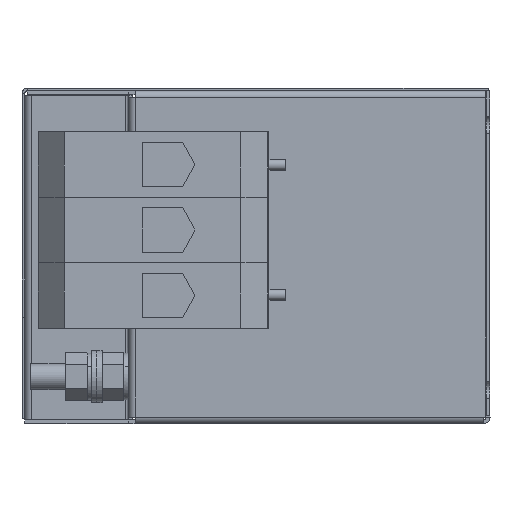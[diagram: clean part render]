
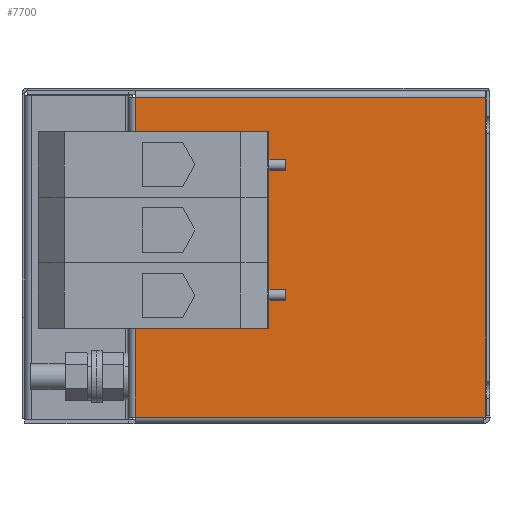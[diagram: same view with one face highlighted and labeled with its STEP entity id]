
A CAD part, left-side view. The second image highlights one B-rep face of the part: STEP entity #7700.
In plain terms, the highlighted planar face has unit normal (-1, 0, 0).
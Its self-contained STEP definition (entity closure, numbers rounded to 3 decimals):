
#136 = EDGE_CURVE ( 'Defeature ausgef�hrt2_12+Defeature ausgef�hrt2_259+Defeature ausgef�hrt2_260+Defeature ausgef�hrt2_264', #1743, #13404, #7176, .T. ) ;
#281 = VERTEX_POINT ( 'NONE', #7422 ) ;
#479 = LINE ( 'NONE', #16974, #12434 ) ;
#527 = ORIENTED_EDGE ( 'NONE', *, *, #10698, .T. ) ;
#647 = CARTESIAN_POINT ( 'NONE',  ( -175., 1., -62.75 ) ) ;
#738 = CARTESIAN_POINT ( 'NONE',  ( -175., 0.1, -62.75 ) ) ;
#761 = DIRECTION ( 'NONE',  ( 0., -1., 0. ) ) ;
#1239 = EDGE_CURVE ( 'Defeature ausgef�hrt2_12+Defeature ausgef�hrt2_260+Defeature ausgef�hrt2_262+Defeature ausgef�hrt2_259', #7004, #1743, #8860, .T. ) ;
#1245 = VERTEX_POINT ( 'NONE', #4813 ) ;
#1425 = CARTESIAN_POINT ( 'NONE',  ( -175., 0.1, 62.75 ) ) ;
#1610 = PLANE ( 'NONE',  #3931 ) ;
#1641 = VERTEX_POINT ( 'NONE', #18094 ) ;
#1743 = VERTEX_POINT ( 'NONE', #16878 ) ;
#2008 = VECTOR ( 'NONE', #17453, 1000. ) ;
#2088 = EDGE_CURVE ( 'Defeature ausgef�hrt2_12+Defeature ausgef�hrt2_264+Defeature ausgef�hrt2_259+Defeature ausgef�hrt2_74', #13404, #11408, #14493, .T. ) ;
#2405 = VECTOR ( 'NONE', #5064, 1000. ) ;
#2430 = LINE ( 'NONE', #5861, #3394 ) ;
#3013 = EDGE_CURVE ( 'Defeature ausgef�hrt2_60+Defeature ausgef�hrt2_12+Defeature ausgef�hrt2_58+Defeature ausgef�hrt2_59', #6624, #281, #479, .T. ) ;
#3131 = VECTOR ( 'NONE', #761, 1000. ) ;
#3140 = DIRECTION ( 'NONE',  ( 1., 0., 0. ) ) ;
#3152 = DIRECTION ( 'NONE',  ( 0., 1., 0. ) ) ;
#3346 = VERTEX_POINT ( 'NONE', #738 ) ;
#3347 = CARTESIAN_POINT ( 'NONE',  ( -175., 0.1, 60.25 ) ) ;
#3394 = VECTOR ( 'NONE', #14812, 1000. ) ;
#3507 = CARTESIAN_POINT ( 'NONE',  ( -175., 0.1, 60.25 ) ) ;
#3837 = CARTESIAN_POINT ( 'NONE',  ( -175., 84.5, 0. ) ) ;
#3931 = AXIS2_PLACEMENT_3D ( 'NONE', #12523, #3140, #14123 ) ;
#3941 = VECTOR ( 'NONE', #7425, 1000. ) ;
#4350 = EDGE_CURVE ( 'Defeature ausgef�hrt2_12+Defeature ausgef�hrt2_63+Defeature ausgef�hrt2_60+Defeature ausgef�hrt2_62', #6624, #3346, #19797, .T. ) ;
#4500 = EDGE_CURVE ( 'Defeature ausgef�hrt2_12+Defeature ausgef�hrt2_104+Defeature ausgef�hrt2_62+Defeature ausgef�hrt2_14', #6515, #7212, #10441, .T. ) ;
#4813 = CARTESIAN_POINT ( 'NONE',  ( -175., 84.5, 47.051 ) ) ;
#5064 = DIRECTION ( 'NONE',  ( 0., 1., 0. ) ) ;
#5148 = LINE ( 'NONE', #15754, #2008 ) ;
#5661 = VECTOR ( 'NONE', #15503, 1000. ) ;
#5743 = DIRECTION ( 'NONE',  ( 0., 1., 0. ) ) ;
#5812 = CARTESIAN_POINT ( 'NONE',  ( -175., 84.5, -28.549 ) ) ;
#5861 = CARTESIAN_POINT ( 'NONE',  ( -175., 0.004, 47.058 ) ) ;
#6397 = CARTESIAN_POINT ( 'NONE',  ( -175., -0.002, -28.542 ) ) ;
#6515 = VERTEX_POINT ( 'NONE', #3347 ) ;
#6624 = VERTEX_POINT ( 'NONE', #647 ) ;
#6646 = DIRECTION ( 'NONE',  ( 0., -1., 0. ) ) ;
#7004 = VERTEX_POINT ( 'NONE', #12544 ) ;
#7176 = LINE ( 'NONE', #3837, #15300 ) ;
#7212 = VERTEX_POINT ( 'NONE', #16084 ) ;
#7384 = EDGE_CURVE ( 'Defeature ausgef�hrt2_12+Defeature ausgef�hrt2_74+Defeature ausgef�hrt2_264+Defeature ausgef�hrt2_60', #11408, #281, #8095, .T. ) ;
#7422 = CARTESIAN_POINT ( 'NONE',  ( -175., 135., -62.75 ) ) ;
#7425 = DIRECTION ( 'NONE',  ( 0., 0., 1. ) ) ;
#7670 = ORIENTED_EDGE ( 'NONE', *, *, #7384, .T. ) ;
#7700 = ADVANCED_FACE ( 'Defeature ausgef�hrt2_12', ( #11319 ), #1610, .F. ) ;
#8095 = LINE ( 'NONE', #13502, #20109 ) ;
#8393 = ORIENTED_EDGE ( 'NONE', *, *, #8648, .T. ) ;
#8648 = EDGE_CURVE ( 'Defeature ausgef�hrt2_12+Defeature ausgef�hrt2_62+Defeature ausgef�hrt2_63+Defeature ausgef�hrt2_104', #3346, #6515, #11256, .T. ) ;
#8753 = LINE ( 'NONE', #17052, #14425 ) ;
#8860 = LINE ( 'NONE', #18837, #5661 ) ;
#8944 = CARTESIAN_POINT ( 'NONE',  ( -175., 84.5, 0. ) ) ;
#8958 = ORIENTED_EDGE ( 'NONE', *, *, #4500, .T. ) ;
#9397 = LINE ( 'NONE', #16033, #18468 ) ;
#10267 = VERTEX_POINT ( 'NONE', #17983 ) ;
#10441 = LINE ( 'NONE', #3507, #2405 ) ;
#10523 = VECTOR ( 'NONE', #3152, 1000. ) ;
#10692 = ORIENTED_EDGE ( 'NONE', *, *, #19040, .T. ) ;
#10698 = EDGE_CURVE ( 'Defeature ausgef�hrt2_12+Defeature ausgef�hrt2_261+Defeature ausgef�hrt2_258+Defeature ausgef�hrt2_262', #15889, #10267, #9397, .T. ) ;
#11256 = LINE ( 'NONE', #1425, #12732 ) ;
#11272 = LINE ( 'NONE', #8944, #3941 ) ;
#11319 = FACE_OUTER_BOUND ( 'NONE', #11668, .T. ) ;
#11367 = CARTESIAN_POINT ( 'NONE',  ( -175., 135., -28.553 ) ) ;
#11408 = VERTEX_POINT ( 'NONE', #11367 ) ;
#11598 = ORIENTED_EDGE ( 'NONE', *, *, #2088, .T. ) ;
#11644 = ORIENTED_EDGE ( 'NONE', *, *, #136, .T. ) ;
#11668 = EDGE_LOOP ( 'NONE', ( #14513, #11854, #527, #16442, #15454, #11644, #11598, #7670, #18135, #18577, #8393, #8958, #10692 ) ) ;
#11854 = ORIENTED_EDGE ( 'NONE', *, *, #15492, .T. ) ;
#12140 = EDGE_CURVE ( 'Defeature ausgef�hrt2_263+Defeature ausgef�hrt2_12+Defeature ausgef�hrt2_258+Defeature ausgef�hrt2_14', #1245, #1641, #2430, .T. ) ;
#12434 = VECTOR ( 'NONE', #5743, 1000. ) ;
#12482 = DIRECTION ( 'NONE',  ( 0., 0., -1. ) ) ;
#12523 = CARTESIAN_POINT ( 'NONE',  ( -175., 0., 0. ) ) ;
#12544 = CARTESIAN_POINT ( 'NONE',  ( -175., 83.5, -28.75 ) ) ;
#12732 = VECTOR ( 'NONE', #15290, 1000. ) ;
#13135 = CARTESIAN_POINT ( 'NONE',  ( -175., 84.5, 47.25 ) ) ;
#13404 = VERTEX_POINT ( 'NONE', #5812 ) ;
#13502 = CARTESIAN_POINT ( 'NONE',  ( -175., 135., 60.25 ) ) ;
#13699 = DIRECTION ( 'NONE',  ( 0., 0., -1. ) ) ;
#14123 = DIRECTION ( 'NONE',  ( 0., 0., -1. ) ) ;
#14425 = VECTOR ( 'NONE', #12482, 1000. ) ;
#14493 = LINE ( 'NONE', #6397, #10523 ) ;
#14513 = ORIENTED_EDGE ( 'NONE', *, *, #12140, .F. ) ;
#14812 = DIRECTION ( 'NONE',  ( 0., 1., 0. ) ) ;
#15174 = EDGE_CURVE ( 'Defeature ausgef�hrt2_262+Defeature ausgef�hrt2_12+Defeature ausgef�hrt2_260+Defeature ausgef�hrt2_261', #7004, #10267, #5148, .T. ) ;
#15290 = DIRECTION ( 'NONE',  ( 0., 0., 1. ) ) ;
#15300 = VECTOR ( 'NONE', #18002, 1000. ) ;
#15454 = ORIENTED_EDGE ( 'NONE', *, *, #1239, .T. ) ;
#15492 = EDGE_CURVE ( 'Defeature ausgef�hrt2_12+Defeature ausgef�hrt2_258+Defeature ausgef�hrt2_263+Defeature ausgef�hrt2_261', #1245, #15889, #11272, .T. ) ;
#15503 = DIRECTION ( 'NONE',  ( 0., 1., 0. ) ) ;
#15754 = CARTESIAN_POINT ( 'NONE',  ( -175., 83.5, 0. ) ) ;
#15849 = CARTESIAN_POINT ( 'NONE',  ( -175., 1., -62.75 ) ) ;
#15889 = VERTEX_POINT ( 'NONE', #13135 ) ;
#16033 = CARTESIAN_POINT ( 'NONE',  ( -175., 0., 47.25 ) ) ;
#16084 = CARTESIAN_POINT ( 'NONE',  ( -175., 135., 60.25 ) ) ;
#16442 = ORIENTED_EDGE ( 'NONE', *, *, #15174, .F. ) ;
#16878 = CARTESIAN_POINT ( 'NONE',  ( -175., 84.5, -28.75 ) ) ;
#16974 = CARTESIAN_POINT ( 'NONE',  ( -175., 137.5, -62.75 ) ) ;
#17052 = CARTESIAN_POINT ( 'NONE',  ( -175., 135., 60.25 ) ) ;
#17453 = DIRECTION ( 'NONE',  ( 0., 0., 1. ) ) ;
#17983 = CARTESIAN_POINT ( 'NONE',  ( -175., 83.5, 47.25 ) ) ;
#18002 = DIRECTION ( 'NONE',  ( 0., 0., 1. ) ) ;
#18094 = CARTESIAN_POINT ( 'NONE',  ( -175., 135., 47.047 ) ) ;
#18135 = ORIENTED_EDGE ( 'NONE', *, *, #3013, .F. ) ;
#18468 = VECTOR ( 'NONE', #6646, 1000. ) ;
#18577 = ORIENTED_EDGE ( 'NONE', *, *, #4350, .T. ) ;
#18837 = CARTESIAN_POINT ( 'NONE',  ( -175., 0., -28.75 ) ) ;
#19040 = EDGE_CURVE ( 'Defeature ausgef�hrt2_12+Defeature ausgef�hrt2_14+Defeature ausgef�hrt2_104+Defeature ausgef�hrt2_263', #7212, #1641, #8753, .T. ) ;
#19797 = LINE ( 'NONE', #15849, #3131 ) ;
#20109 = VECTOR ( 'NONE', #13699, 1000. ) ;
